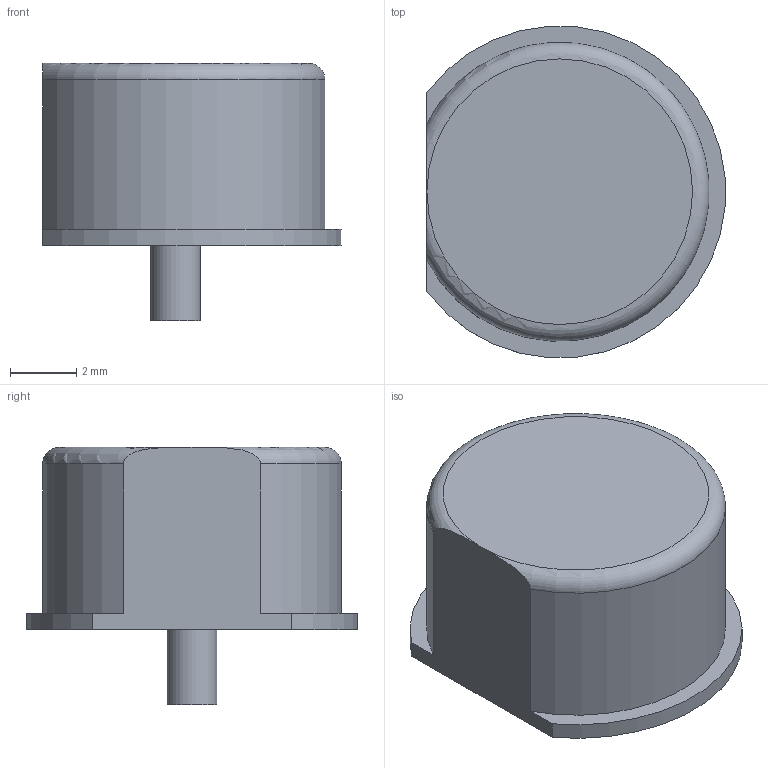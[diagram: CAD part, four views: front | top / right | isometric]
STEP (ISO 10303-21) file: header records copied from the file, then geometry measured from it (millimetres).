
FILE_DESCRIPTION(/* description */ (''),/* implementation_level */ '2;1');
FILE_NAME(/* name */ 'squarebutton.step',/* time_stamp */ '2024-10-05T17:29:55-05:00',/* author */ (''),/* organization */ (''),/* preprocessor_version */ 'ST-DEVELOPER v20',/* originating_system */ 'Autodesk Translation Framework v13.20.0.188',/* authorisation */ '');
FILE_SCHEMA (('AUTOMOTIVE_DESIGN { 1 0 10303 214 3 1 1 }'));
Length unit declared in the file: millimetre
Products named in the file (1): squarebutton
Bounding box: 8.98 x 9.98 x 7.75 mm (x, y, z)
Volume: 225.4 mm3; surface area: 410.7 mm2
Topology: 1 solids, 1 shells, 11 faces, 20 edges, 13 vertices
Faces by surface type: plane 6, cylinder 4, torus 1
Full cylindrical faces by diameter (mm): 1.5 x1, 6.5 x1
Entity records: 326 total; most frequent: CARTESIAN_POINT 67, DIRECTION 51, ORIENTED_EDGE 40, AXIS2_PLACEMENT_3D 21, EDGE_CURVE 20, EDGE_LOOP 13, VERTEX_POINT 13, FACE_OUTER_BOUND 11
